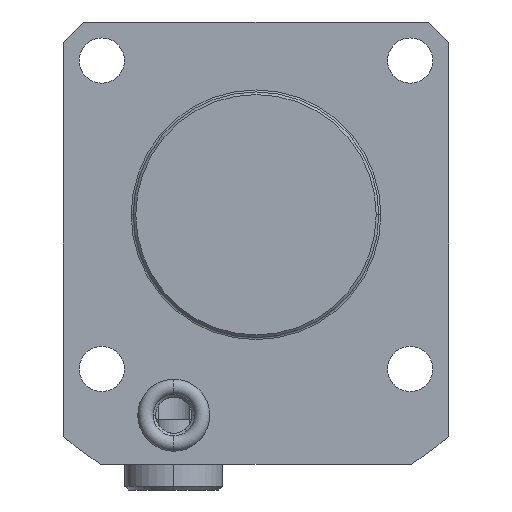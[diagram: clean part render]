
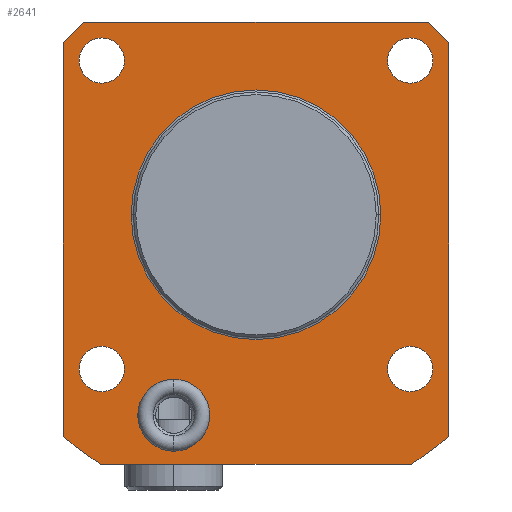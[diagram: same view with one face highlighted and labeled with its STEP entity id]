
A CAD part, front view. The second image highlights one B-rep face of the part: STEP entity #2641.
In plain terms, the highlighted planar face has unit normal (0, -1, 0).
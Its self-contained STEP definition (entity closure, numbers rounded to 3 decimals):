
#237=CARTESIAN_POINT('',(0.,0.,0.));
#238=DIRECTION('',(0.,1.,0.));
#239=DIRECTION('',(-1.,0.,0.));
#240=AXIS2_PLACEMENT_3D('',#237,#238,#239);
#245=CARTESIAN_POINT('',(0.,0.,0.));
#246=DIRECTION('',(0.,1.,0.));
#247=DIRECTION('',(1.,0.,0.));
#248=AXIS2_PLACEMENT_3D('',#245,#246,#247);
#253=DIRECTION('',(1.,0.,0.));
#254=VECTOR('',#253,60.461);
#255=CARTESIAN_POINT('',(-30.23,0.,-48.5));
#256=LINE('',#255,#254);
#260=DIRECTION('',(0.,0.,-1.));
#261=VECTOR('',#260,76.626);
#262=CARTESIAN_POINT('',(-37.5,0.,33.5));
#263=LINE('',#262,#261);
#267=DIRECTION('',(-0.707,0.,-0.707));
#268=VECTOR('',#267,5.657);
#269=CARTESIAN_POINT('',(-33.5,0.,37.5));
#270=LINE('',#269,#268);
#274=DIRECTION('',(-1.,0.,0.));
#275=VECTOR('',#274,67.);
#276=CARTESIAN_POINT('',(33.5,0.,37.5));
#277=LINE('',#276,#275);
#281=DIRECTION('',(-0.707,0.,0.707));
#282=VECTOR('',#281,5.657);
#283=CARTESIAN_POINT('',(37.5,0.,33.5));
#284=LINE('',#283,#282);
#288=DIRECTION('',(0.,0.,1.));
#289=VECTOR('',#288,76.626);
#290=CARTESIAN_POINT('',(37.5,0.,-43.126));
#291=LINE('',#290,#289);
#295=CARTESIAN_POINT('',(-30.,0.,-30.));
#296=DIRECTION('',(0.,1.,0.));
#297=DIRECTION('',(-1.,0.,0.));
#298=AXIS2_PLACEMENT_3D('',#295,#296,#297);
#303=CARTESIAN_POINT('',(-30.,0.,-30.));
#304=DIRECTION('',(0.,1.,0.));
#305=DIRECTION('',(1.,0.,0.));
#306=AXIS2_PLACEMENT_3D('',#303,#304,#305);
#311=CARTESIAN_POINT('',(30.,0.,-30.));
#312=DIRECTION('',(0.,1.,0.));
#313=DIRECTION('',(-1.,0.,0.));
#314=AXIS2_PLACEMENT_3D('',#311,#312,#313);
#319=CARTESIAN_POINT('',(30.,0.,-30.));
#320=DIRECTION('',(0.,1.,0.));
#321=DIRECTION('',(1.,0.,0.));
#322=AXIS2_PLACEMENT_3D('',#319,#320,#321);
#327=CARTESIAN_POINT('',(30.,0.,30.));
#328=DIRECTION('',(0.,1.,0.));
#329=DIRECTION('',(-1.,0.,0.));
#330=AXIS2_PLACEMENT_3D('',#327,#328,#329);
#335=CARTESIAN_POINT('',(30.,0.,30.));
#336=DIRECTION('',(0.,1.,0.));
#337=DIRECTION('',(1.,0.,0.));
#338=AXIS2_PLACEMENT_3D('',#335,#336,#337);
#343=CARTESIAN_POINT('',(-30.,0.,30.));
#344=DIRECTION('',(0.,1.,0.));
#345=DIRECTION('',(-1.,0.,0.));
#346=AXIS2_PLACEMENT_3D('',#343,#344,#345);
#351=CARTESIAN_POINT('',(-30.,0.,30.));
#352=DIRECTION('',(0.,1.,0.));
#353=DIRECTION('',(1.,0.,0.));
#354=AXIS2_PLACEMENT_3D('',#351,#352,#353);
#359=CARTESIAN_POINT('',(-16.,0.,-39.));
#360=DIRECTION('',(0.,-1.,0.));
#361=DIRECTION('',(-1.,0.,0.));
#362=AXIS2_PLACEMENT_3D('',#359,#360,#361);
#367=CARTESIAN_POINT('',(-16.,0.,-39.));
#368=DIRECTION('',(0.,-1.,0.));
#369=DIRECTION('',(1.,0.,0.));
#370=AXIS2_PLACEMENT_3D('',#367,#368,#369);
#505=CARTESIAN_POINT('',(0.,0.,0.));
#506=DIRECTION('',(0.,-1.,0.));
#507=DIRECTION('',(-0.656,0.,-0.755));
#508=AXIS2_PLACEMENT_3D('',#505,#506,#507);
#520=CARTESIAN_POINT('',(0.,0.,0.));
#521=DIRECTION('',(0.,-1.,0.));
#522=DIRECTION('',(0.529,0.,-0.849));
#523=AXIS2_PLACEMENT_3D('',#520,#521,#522);
#2103=CARTESIAN_POINT('',(-30.23,0.,-48.5));
#2104=CARTESIAN_POINT('',(30.23,0.,-48.5));
#2105=VERTEX_POINT('',#2103);
#2106=VERTEX_POINT('',#2104);
#2107=CARTESIAN_POINT('',(37.5,0.,-43.126));
#2108=CARTESIAN_POINT('',(37.5,0.,33.5));
#2109=VERTEX_POINT('',#2107);
#2110=VERTEX_POINT('',#2108);
#2117=CARTESIAN_POINT('',(-37.5,0.,-43.126));
#2118=VERTEX_POINT('',#2117);
#2119=CARTESIAN_POINT('',(-34.4,0.,-30.));
#2120=CARTESIAN_POINT('',(-25.6,0.,-30.));
#2121=VERTEX_POINT('',#2119);
#2122=VERTEX_POINT('',#2120);
#2123=CARTESIAN_POINT('',(25.6,0.,-30.));
#2124=CARTESIAN_POINT('',(34.4,0.,-30.));
#2125=VERTEX_POINT('',#2123);
#2126=VERTEX_POINT('',#2124);
#2127=CARTESIAN_POINT('',(25.6,0.,30.));
#2128=CARTESIAN_POINT('',(34.4,0.,30.));
#2129=VERTEX_POINT('',#2127);
#2130=VERTEX_POINT('',#2128);
#2131=CARTESIAN_POINT('',(-34.4,0.,30.));
#2132=CARTESIAN_POINT('',(-25.6,0.,30.));
#2133=VERTEX_POINT('',#2131);
#2134=VERTEX_POINT('',#2132);
#2151=CARTESIAN_POINT('',(-24.285,0.,0.));
#2152=CARTESIAN_POINT('',(24.285,0.,0.));
#2153=VERTEX_POINT('',#2151);
#2154=VERTEX_POINT('',#2152);
#2243=CARTESIAN_POINT('',(-23.,0.,-39.));
#2244=CARTESIAN_POINT('',(-9.,0.,-39.));
#2245=VERTEX_POINT('',#2243);
#2246=VERTEX_POINT('',#2244);
#2359=CARTESIAN_POINT('',(33.5,0.,37.5));
#2360=VERTEX_POINT('',#2359);
#2361=CARTESIAN_POINT('',(-33.5,0.,37.5));
#2362=VERTEX_POINT('',#2361);
#2363=CARTESIAN_POINT('',(-37.5,0.,33.5));
#2364=VERTEX_POINT('',#2363);
#2583=CARTESIAN_POINT('',(0.,0.,0.));
#2584=DIRECTION('',(0.,-1.,0.));
#2585=DIRECTION('',(-1.,0.,0.));
#2586=AXIS2_PLACEMENT_3D('',#2583,#2584,#2585);
#2587=PLANE('',#2586);
#2589=ORIENTED_EDGE('',*,*,#2588,.F.);
#2591=ORIENTED_EDGE('',*,*,#2590,.F.);
#2593=ORIENTED_EDGE('',*,*,#2592,.F.);
#2595=ORIENTED_EDGE('',*,*,#2594,.F.);
#2597=ORIENTED_EDGE('',*,*,#2596,.F.);
#2599=ORIENTED_EDGE('',*,*,#2598,.F.);
#2601=ORIENTED_EDGE('',*,*,#2600,.F.);
#2603=ORIENTED_EDGE('',*,*,#2602,.F.);
#2604=EDGE_LOOP('',(#2589,#2591,#2593,#2595,#2597,#2599,#2601,#2603));
#2605=FACE_OUTER_BOUND('',#2604,.F.);
#2607=ORIENTED_EDGE('',*,*,#2606,.F.);
#2609=ORIENTED_EDGE('',*,*,#2608,.F.);
#2610=EDGE_LOOP('',(#2607,#2609));
#2611=FACE_BOUND('',#2610,.F.);
#2613=ORIENTED_EDGE('',*,*,#2612,.F.);
#2615=ORIENTED_EDGE('',*,*,#2614,.F.);
#2616=EDGE_LOOP('',(#2613,#2615));
#2617=FACE_BOUND('',#2616,.F.);
#2619=ORIENTED_EDGE('',*,*,#2618,.F.);
#2621=ORIENTED_EDGE('',*,*,#2620,.F.);
#2622=EDGE_LOOP('',(#2619,#2621));
#2623=FACE_BOUND('',#2622,.F.);
#2625=ORIENTED_EDGE('',*,*,#2624,.F.);
#2627=ORIENTED_EDGE('',*,*,#2626,.F.);
#2628=EDGE_LOOP('',(#2625,#2627));
#2629=FACE_BOUND('',#2628,.F.);
#2631=ORIENTED_EDGE('',*,*,#2630,.F.);
#2633=ORIENTED_EDGE('',*,*,#2632,.F.);
#2634=EDGE_LOOP('',(#2631,#2633));
#2635=FACE_BOUND('',#2634,.F.);
#2636=ORIENTED_EDGE('',*,*,#2573,.T.);
#2638=ORIENTED_EDGE('',*,*,#2637,.T.);
#2639=EDGE_LOOP('',(#2636,#2638));
#2640=FACE_BOUND('',#2639,.F.);
#241=CIRCLE('',#240,24.285);
#249=CIRCLE('',#248,24.285);
#299=CIRCLE('',#298,4.4);
#307=CIRCLE('',#306,4.4);
#315=CIRCLE('',#314,4.4);
#323=CIRCLE('',#322,4.4);
#331=CIRCLE('',#330,4.4);
#339=CIRCLE('',#338,4.4);
#347=CIRCLE('',#346,4.4);
#355=CIRCLE('',#354,4.4);
#363=CIRCLE('',#362,7.);
#371=CIRCLE('',#370,7.);
#509=CIRCLE('',#508,57.15);
#524=CIRCLE('',#523,57.15);
#2573=EDGE_CURVE('',#2245,#2246,#363,.T.);
#2588=EDGE_CURVE('',#2105,#2106,#256,.T.);
#2590=EDGE_CURVE('',#2118,#2105,#509,.T.);
#2592=EDGE_CURVE('',#2364,#2118,#263,.T.);
#2594=EDGE_CURVE('',#2362,#2364,#270,.T.);
#2596=EDGE_CURVE('',#2360,#2362,#277,.T.);
#2598=EDGE_CURVE('',#2110,#2360,#284,.T.);
#2600=EDGE_CURVE('',#2109,#2110,#291,.T.);
#2602=EDGE_CURVE('',#2106,#2109,#524,.T.);
#2606=EDGE_CURVE('',#2153,#2154,#241,.T.);
#2608=EDGE_CURVE('',#2154,#2153,#249,.T.);
#2612=EDGE_CURVE('',#2121,#2122,#299,.T.);
#2614=EDGE_CURVE('',#2122,#2121,#307,.T.);
#2618=EDGE_CURVE('',#2125,#2126,#315,.T.);
#2620=EDGE_CURVE('',#2126,#2125,#323,.T.);
#2624=EDGE_CURVE('',#2129,#2130,#331,.T.);
#2626=EDGE_CURVE('',#2130,#2129,#339,.T.);
#2630=EDGE_CURVE('',#2133,#2134,#347,.T.);
#2632=EDGE_CURVE('',#2134,#2133,#355,.T.);
#2637=EDGE_CURVE('',#2246,#2245,#371,.T.);
#2641=ADVANCED_FACE('',(#2605,#2611,#2617,#2623,#2629,#2635,#2640),#2587,.T.);
